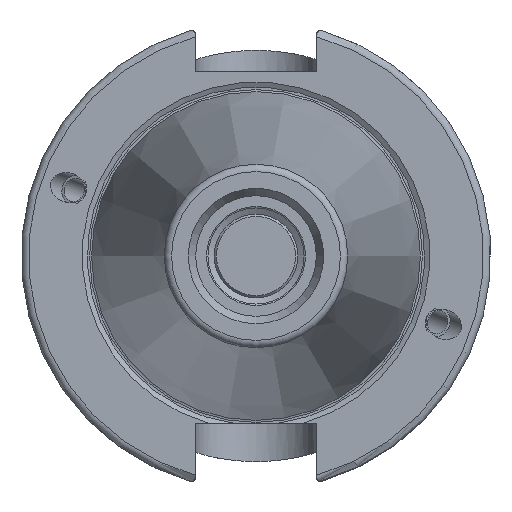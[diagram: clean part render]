
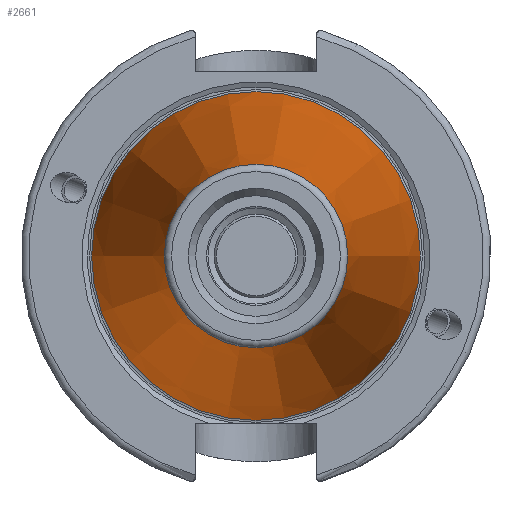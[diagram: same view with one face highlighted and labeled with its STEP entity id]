
A CAD part, left-side view. The second image highlights one B-rep face of the part: STEP entity #2661.
In plain terms, the highlighted conical face has half-angle 8.297 degrees and reference radius 17.248 mm.
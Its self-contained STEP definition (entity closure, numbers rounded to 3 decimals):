
#124=CONICAL_SURFACE('',#3021,17.248,0.145);
#311=FACE_OUTER_BOUND('',#481,.T.);
#481=EDGE_LOOP('',(#2188,#2189,#2190,#2191,#2192));
#646=CIRCLE('',#3015,12.397);
#647=CIRCLE('',#3016,12.397);
#651=CIRCLE('',#3022,22.225);
#803=LINE('',#4940,#971);
#971=VECTOR('',#3628,17.248);
#1260=VERTEX_POINT('',#4927);
#1261=VERTEX_POINT('',#4928);
#1264=VERTEX_POINT('',#4938);
#1596=EDGE_CURVE('',#1260,#1261,#646,.T.);
#1597=EDGE_CURVE('',#1261,#1260,#647,.T.);
#1601=EDGE_CURVE('',#1264,#1264,#651,.T.);
#1602=EDGE_CURVE('',#1264,#1261,#803,.T.);
#2188=ORIENTED_EDGE('',*,*,#1601,.F.);
#2189=ORIENTED_EDGE('',*,*,#1602,.T.);
#2190=ORIENTED_EDGE('',*,*,#1596,.F.);
#2191=ORIENTED_EDGE('',*,*,#1597,.F.);
#2192=ORIENTED_EDGE('',*,*,#1602,.F.);
#2661=ADVANCED_FACE('',(#311),#124,.T.);
#3015=AXIS2_PLACEMENT_3D('',#4929,#3612,#3613);
#3016=AXIS2_PLACEMENT_3D('',#4930,#3614,#3615);
#3021=AXIS2_PLACEMENT_3D('',#4937,#3624,#3625);
#3022=AXIS2_PLACEMENT_3D('',#4939,#3626,#3627);
#3612=DIRECTION('center_axis',(-1.,0.,0.));
#3613=DIRECTION('ref_axis',(0.,-1.,0.));
#3614=DIRECTION('center_axis',(-1.,0.,0.));
#3615=DIRECTION('ref_axis',(0.,-1.,0.));
#3624=DIRECTION('center_axis',(1.,0.,0.));
#3625=DIRECTION('ref_axis',(0.,1.,0.));
#3626=DIRECTION('center_axis',(1.,0.,0.));
#3627=DIRECTION('ref_axis',(0.,0.,-1.));
#3628=DIRECTION('',(-0.99,0.144,0.));
#4927=CARTESIAN_POINT('',(-67.394,0.,12.397));
#4928=CARTESIAN_POINT('',(-67.394,-12.397,0.));
#4929=CARTESIAN_POINT('Origin',(-67.394,0.,0.));
#4930=CARTESIAN_POINT('Origin',(-67.394,0.,0.));
#4937=CARTESIAN_POINT('Origin',(-34.125,0.,0.));
#4938=CARTESIAN_POINT('',(0.,-22.225,0.));
#4939=CARTESIAN_POINT('Origin',(0.,0.,0.));
#4940=CARTESIAN_POINT('',(-34.125,-17.248,0.));
